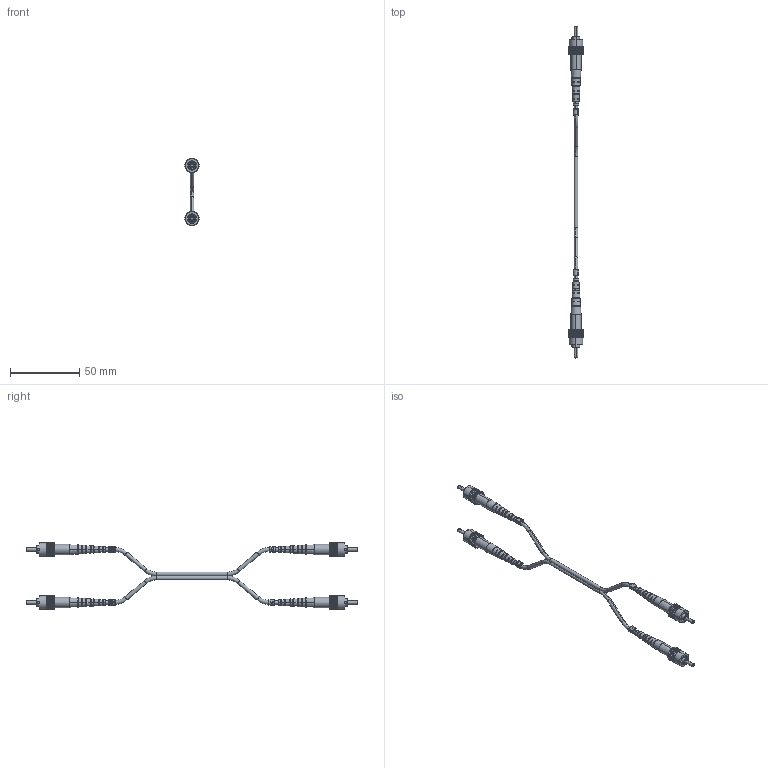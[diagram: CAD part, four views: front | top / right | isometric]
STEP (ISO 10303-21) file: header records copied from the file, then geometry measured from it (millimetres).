
FILE_DESCRIPTION (( 'STEP AP214' ), '1' );
FILE_NAME ('SFODST-COLOR.STEP', '2007-11-14T19:11:27', ( ' ' ), ( ' ' ), 'SwSTEP 2.0', 'SolidWorks 2007', '' );
FILE_SCHEMA (( 'AUTOMOTIVE_DESIGN' ));
Length unit declared in the file: inch
Products named in the file (8): N602-INS-ZC-10C; SFODST-COLOR; CONN-95-200-06-BP3B-MA3; CONN-95-200-06-BP3B-MA1; CONN-95-200-06-BP3B; LBL-C3P-B; LBL-C3P-A; CONN-95-200-06-BP3B-MA2
Assembly tree (14 placements, depth 3):
  SFODST-COLOR
    CONN-95-200-06-BP3B  x4
      CONN-95-200-06-BP3B-MA2
      CONN-95-200-06-BP3B-MA3
      CONN-95-200-06-BP3B-MA1
    LBL-C3P-B  x3
    N602-INS-ZC-10C
    LBL-C3P-A  x3
Bounding box: 10.3 x 239.68 x 48.6 mm (x, y, z)
Volume: 8140.4 mm3; surface area: 14897.5 mm2
Topology: 19 solids, 19 shells, 935 faces, 2668 edges, 1760 vertices
Faces by surface type: plane 716, cylinder 120, cone 48, bspline 27, torus 24
Entity records: 12112 total; most frequent: CARTESIAN_POINT 2469, ORIENTED_EDGE 1526, DIRECTION 1464, EDGE_CURVE 763, AXIS2_PLACEMENT_3D 502, VERTEX_POINT 496, VECTOR 460, LINE 460
